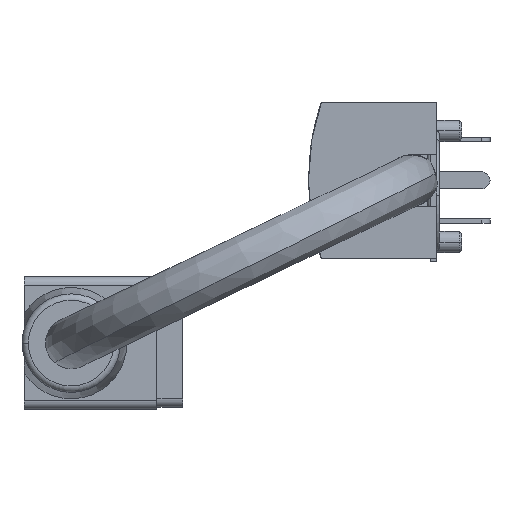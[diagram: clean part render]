
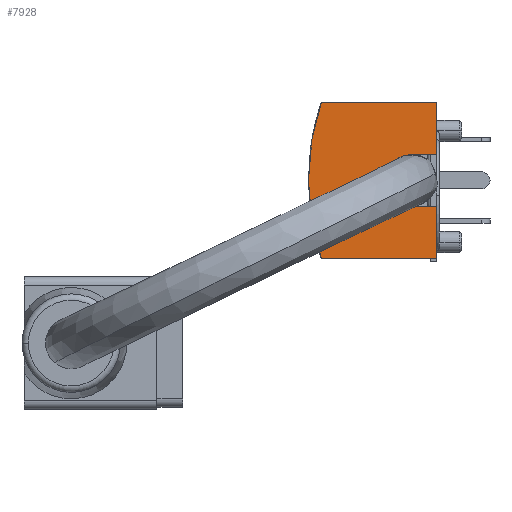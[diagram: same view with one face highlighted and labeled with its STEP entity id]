
A CAD part, left-side view. The second image highlights one B-rep face of the part: STEP entity #7928.
In plain terms, the highlighted planar face has unit normal (-1, 0, 0).
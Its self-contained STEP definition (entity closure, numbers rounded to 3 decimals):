
#1164 = ORIENTED_EDGE ( 'NONE', *, *, #8262, .T. ) ;
#1167 = ORIENTED_EDGE ( 'NONE', *, *, #8090, .F. ) ;
#1174 = ORIENTED_EDGE ( 'NONE', *, *, #8073, .F. ) ;
#1175 = ORIENTED_EDGE ( 'NONE', *, *, #8105, .F. ) ;
#1176 = ORIENTED_EDGE ( 'NONE', *, *, #8131, .F. ) ;
#1177 = ORIENTED_EDGE ( 'NONE', *, *, #8205, .F. ) ;
#1181 = ORIENTED_EDGE ( 'NONE', *, *, #8064, .T. ) ;
#1189 = ORIENTED_EDGE ( 'NONE', *, *, #8218, .T. ) ;
#1216 = ORIENTED_EDGE ( 'NONE', *, *, #8244, .F. ) ;
#1655 = CARTESIAN_POINT ( 'NONE',  ( 0., 0., -9.1 ) ) ;
#1714 = VERTEX_POINT ( 'NONE', #1655 ) ;
#1787 = VERTEX_POINT ( 'NONE', #6688 ) ;
#1808 = VERTEX_POINT ( 'NONE', #6598 ) ;
#1871 = VERTEX_POINT ( 'NONE', #7223 ) ;
#1876 = VERTEX_POINT ( 'NONE', #7336 ) ;
#1906 = VERTEX_POINT ( 'NONE', #7376 ) ;
#2019 = VERTEX_POINT ( 'NONE', #7434 ) ;
#2098 = VERTEX_POINT ( 'NONE', #7286 ) ;
#2125 = VERTEX_POINT ( 'NONE', #7516 ) ;
#2166 = VECTOR ( 'NONE', #5341, 1000. ) ;
#2176 = LINE ( 'NONE', #5330, #2166 ) ;
#2312 = CIRCLE ( 'NONE', #7739, 28.353 ) ;
#2342 = CIRCLE ( 'NONE', #3534, 3. ) ;
#2345 = VECTOR ( 'NONE', #5208, 1000. ) ;
#2402 = LINE ( 'NONE', #5357, #2418 ) ;
#2418 = VECTOR ( 'NONE', #5461, 1000. ) ;
#2439 = LINE ( 'NONE', #5209, #2345 ) ;
#3229 = FACE_OUTER_BOUND ( 'NONE', #10769, .T. ) ;
#3284 = LINE ( 'NONE', #5643, #3419 ) ;
#3357 = CIRCLE ( 'NONE', #3600, 3. ) ;
#3362 = VECTOR ( 'NONE', #6080, 1000. ) ;
#3373 = LINE ( 'NONE', #5747, #3409 ) ;
#3408 = LINE ( 'NONE', #5936, #3362 ) ;
#3409 = VECTOR ( 'NONE', #5748, 1000. ) ;
#3419 = VECTOR ( 'NONE', #5644, 1000. ) ;
#3534 = AXIS2_PLACEMENT_3D ( 'NONE', #5135, #5137, #5138 ) ;
#3600 = AXIS2_PLACEMENT_3D ( 'NONE', #5727, #5728, #5729 ) ;
#3643 = AXIS2_PLACEMENT_3D ( 'NONE', #9485, #9489, #9491 ) ;
#5135 = CARTESIAN_POINT ( 'NONE',  ( 0., 3., 0. ) ) ;
#5137 = DIRECTION ( 'NONE',  ( 1., 0., 0. ) ) ;
#5138 = DIRECTION ( 'NONE',  ( 0., 1., 0. ) ) ;
#5208 = DIRECTION ( 'NONE',  ( 0., 1., 0. ) ) ;
#5209 = CARTESIAN_POINT ( 'NONE',  ( 0., 0., 3. ) ) ;
#5330 = CARTESIAN_POINT ( 'NONE',  ( 0., 0., 9.1 ) ) ;
#5341 = DIRECTION ( 'NONE',  ( 0., 0., -1. ) ) ;
#5357 = CARTESIAN_POINT ( 'NONE',  ( 0., 0., -9.1 ) ) ;
#5461 = DIRECTION ( 'NONE',  ( 0., -1., 0. ) ) ;
#5463 = CARTESIAN_POINT ( 'NONE',  ( 0., -13.353, 0. ) ) ;
#5470 = DIRECTION ( 'NONE',  ( 1., 0., 0. ) ) ;
#5471 = DIRECTION ( 'NONE',  ( 0., 1., 0. ) ) ;
#5643 = CARTESIAN_POINT ( 'NONE',  ( 0., 0., -3. ) ) ;
#5644 = DIRECTION ( 'NONE',  ( 0., -1., 0. ) ) ;
#5727 = CARTESIAN_POINT ( 'NONE',  ( 0., 3., 0. ) ) ;
#5728 = DIRECTION ( 'NONE',  ( 1., 0., 0. ) ) ;
#5729 = DIRECTION ( 'NONE',  ( 0., 1., 0. ) ) ;
#5747 = CARTESIAN_POINT ( 'NONE',  ( 0., 0., 9.1 ) ) ;
#5748 = DIRECTION ( 'NONE',  ( 0., -1., 0. ) ) ;
#5936 = CARTESIAN_POINT ( 'NONE',  ( 0., 0., 9.1 ) ) ;
#6080 = DIRECTION ( 'NONE',  ( 0., 0., -1. ) ) ;
#6598 = CARTESIAN_POINT ( 'NONE',  ( 0., 0., 3. ) ) ;
#6688 = CARTESIAN_POINT ( 'NONE',  ( 0., 6., 0. ) ) ;
#7223 = CARTESIAN_POINT ( 'NONE',  ( 0., 13.5, 9.1 ) ) ;
#7286 = CARTESIAN_POINT ( 'NONE',  ( 0., 3., 3. ) ) ;
#7336 = CARTESIAN_POINT ( 'NONE',  ( 0., 0., 9.1 ) ) ;
#7376 = CARTESIAN_POINT ( 'NONE',  ( 0., 0., -3. ) ) ;
#7434 = CARTESIAN_POINT ( 'NONE',  ( 0., 3., -3. ) ) ;
#7516 = CARTESIAN_POINT ( 'NONE',  ( 0., 13.5, -9.1 ) ) ;
#7739 = AXIS2_PLACEMENT_3D ( 'NONE', #5463, #5470, #5471 ) ;
#7928 = ADVANCED_FACE ( 'NONE', ( #3229 ), #9492, .F. ) ;
#8064 = EDGE_CURVE ( 'NONE', #2019, #1787, #3357, .T. ) ;
#8073 = EDGE_CURVE ( 'NONE', #1871, #1876, #3373, .T. ) ;
#8090 = EDGE_CURVE ( 'NONE', #1876, #1808, #3408, .T. ) ;
#8105 = EDGE_CURVE ( 'NONE', #2019, #1906, #3284, .T. ) ;
#8131 = EDGE_CURVE ( 'NONE', #1906, #1714, #2176, .T. ) ;
#8205 = EDGE_CURVE ( 'NONE', #1808, #2098, #2439, .T. ) ;
#8218 = EDGE_CURVE ( 'NONE', #1787, #2098, #2342, .T. ) ;
#8244 = EDGE_CURVE ( 'NONE', #2125, #1871, #2312, .T. ) ;
#8262 = EDGE_CURVE ( 'NONE', #2125, #1714, #2402, .T. ) ;
#9485 = CARTESIAN_POINT ( 'NONE',  ( 0., 0., 9.1 ) ) ;
#9489 = DIRECTION ( 'NONE',  ( 1., 0., 0. ) ) ;
#9491 = DIRECTION ( 'NONE',  ( 0., 1., 0. ) ) ;
#9492 = PLANE ( 'NONE',  #3643 ) ;
#10769 = EDGE_LOOP ( 'NONE', ( #1216, #1164, #1176, #1175, #1181, #1189, #1177, #1167, #1174 ) ) ;
